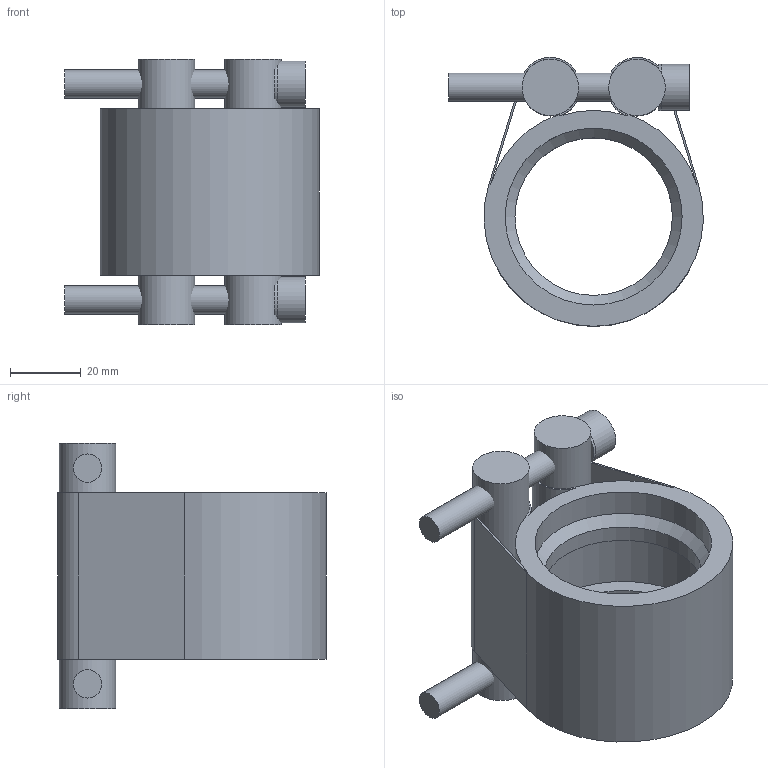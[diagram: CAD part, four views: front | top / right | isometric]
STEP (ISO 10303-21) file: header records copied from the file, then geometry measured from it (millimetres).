
FILE_DESCRIPTION(/* description */ (''),/* implementation_level */ '2;1');
FILE_NAME(/* name */ 'STRAUB-GRIP 44.5 mm.stp',/* time_stamp */ '2020-03-30T08:47:44+02:00',/* author */ ('LK_9K'),/* organization */ (''),/* preprocessor_version */ 'ST-DEVELOPER v18',/* originating_system */ 'Autodesk Inventor 2020',/* authorisation */ '');
FILE_SCHEMA (('AUTOMOTIVE_DESIGN { 1 0 10303 214 3 1 1 }'));
Length unit declared in the file: millimetre
Products named in the file (1): STRAUB-GRIP 44.5 mm
Bounding box: 71.93 x 75.97 x 75 mm (x, y, z)
Volume: 88742.6 mm3; surface area: 45813.1 mm2
Topology: 7 solids, 7 shells, 59 faces, 141 edges, 102 vertices
Faces by surface type: plane 36, cylinder 21, cone 2
Full cylindrical faces by diameter (mm): 8 x2, 13 x4, 16 x2, 44.5 x2, 50 x2, 53.4 x1
Entity records: 1824 total; most frequent: DIRECTION 331, CARTESIAN_POINT 303, ORIENTED_EDGE 282, EDGE_CURVE 141, AXIS2_PLACEMENT_3D 130, VERTEX_POINT 102, EDGE_LOOP 71, LINE 71
